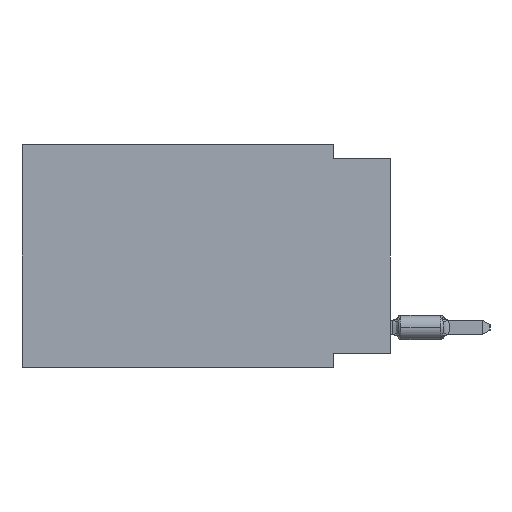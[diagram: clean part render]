
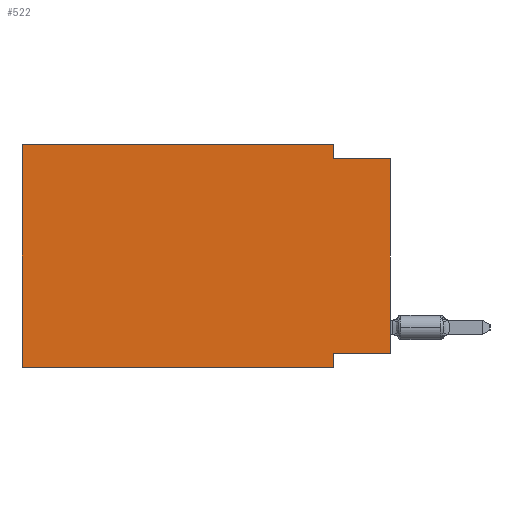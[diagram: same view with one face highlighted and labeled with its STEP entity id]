
A CAD part, left-side view. The second image highlights one B-rep face of the part: STEP entity #522.
In plain terms, the highlighted planar face has unit normal (-1, 0, 0).
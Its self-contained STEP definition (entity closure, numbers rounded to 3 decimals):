
#251 = VERTEX_POINT ( 'NONE', #20443 ) ;
#261 = ORIENTED_EDGE ( 'NONE', *, *, #31419, .F. ) ;
#522 = ADVANCED_FACE ( 'NONE', ( #63001 ), #5760, .F. ) ;
#1939 = VERTEX_POINT ( 'NONE', #65824 ) ;
#4516 = CARTESIAN_POINT ( 'NONE',  ( 0., 16.383, 0. ) ) ;
#4580 = DIRECTION ( 'NONE',  ( 0., 1., 0. ) ) ;
#5760 = PLANE ( 'NONE',  #39087 ) ;
#6426 = CARTESIAN_POINT ( 'NONE',  ( 0., 2.54, 0. ) ) ;
#8127 = VERTEX_POINT ( 'NONE', #57149 ) ;
#8346 = LINE ( 'NONE', #52632, #74812 ) ;
#8498 = CARTESIAN_POINT ( 'NONE',  ( 0., 16.383, 0. ) ) ;
#9028 = ORIENTED_EDGE ( 'NONE', *, *, #55175, .F. ) ;
#9914 = EDGE_LOOP ( 'NONE', ( #74174, #21324, #32253, #29265, #9028, #10100, #261, #80985 ) ) ;
#10100 = ORIENTED_EDGE ( 'NONE', *, *, #48926, .T. ) ;
#11519 = VECTOR ( 'NONE', #20615, 1000. ) ;
#13783 = EDGE_CURVE ( 'NONE', #37385, #37404, #17748, .T. ) ;
#17155 = CARTESIAN_POINT ( 'NONE',  ( 0., 0., -9.271 ) ) ;
#17748 = LINE ( 'NONE', #6426, #24572 ) ;
#18166 = VECTOR ( 'NONE', #4580, 1000. ) ;
#18994 = EDGE_CURVE ( 'NONE', #1939, #251, #30497, .T. ) ;
#20443 = CARTESIAN_POINT ( 'NONE',  ( 0., 2.54, -9.271 ) ) ;
#20615 = DIRECTION ( 'NONE',  ( 0., -1., 0. ) ) ;
#21324 = ORIENTED_EDGE ( 'NONE', *, *, #32271, .F. ) ;
#21457 = LINE ( 'NONE', #8498, #11519 ) ;
#24572 = VECTOR ( 'NONE', #36530, 1000. ) ;
#26968 = VERTEX_POINT ( 'NONE', #31357 ) ;
#27478 = DIRECTION ( 'NONE',  ( 0., -1., 0. ) ) ;
#29265 = ORIENTED_EDGE ( 'NONE', *, *, #42110, .F. ) ;
#30497 = LINE ( 'NONE', #17155, #18166 ) ;
#31357 = CARTESIAN_POINT ( 'NONE',  ( 0., 2.54, -9.906 ) ) ;
#31419 = EDGE_CURVE ( 'NONE', #251, #26968, #8346, .T. ) ;
#32211 = CARTESIAN_POINT ( 'NONE',  ( 0., 0., 0. ) ) ;
#32253 = ORIENTED_EDGE ( 'NONE', *, *, #13783, .F. ) ;
#32271 = EDGE_CURVE ( 'NONE', #37404, #8127, #42483, .T. ) ;
#32732 = CARTESIAN_POINT ( 'NONE',  ( 0., 2.54, -0.635 ) ) ;
#36530 = DIRECTION ( 'NONE',  ( 0., 0., -1. ) ) ;
#36680 = DIRECTION ( 'NONE',  ( 0., 0., -1. ) ) ;
#37385 = VERTEX_POINT ( 'NONE', #45693 ) ;
#37404 = VERTEX_POINT ( 'NONE', #32732 ) ;
#37648 = DIRECTION ( 'NONE',  ( 0., 0., 1. ) ) ;
#39087 = AXIS2_PLACEMENT_3D ( 'NONE', #4516, #82223, #36680 ) ;
#40480 = VERTEX_POINT ( 'NONE', #52890 ) ;
#42110 = EDGE_CURVE ( 'NONE', #40480, #37385, #21457, .T. ) ;
#42483 = LINE ( 'NONE', #78866, #72053 ) ;
#42495 = CARTESIAN_POINT ( 'NONE',  ( 0., 16.383, -9.906 ) ) ;
#45693 = CARTESIAN_POINT ( 'NONE',  ( 0., 2.54, 0. ) ) ;
#48926 = EDGE_CURVE ( 'NONE', #59396, #26968, #72603, .T. ) ;
#49982 = VECTOR ( 'NONE', #52130, 1000. ) ;
#52130 = DIRECTION ( 'NONE',  ( 0., 0., 1. ) ) ;
#52632 = CARTESIAN_POINT ( 'NONE',  ( 0., 2.54, -9.906 ) ) ;
#52890 = CARTESIAN_POINT ( 'NONE',  ( 0., 16.383, 0. ) ) ;
#52966 = LINE ( 'NONE', #65484, #49982 ) ;
#55175 = EDGE_CURVE ( 'NONE', #59396, #40480, #52966, .T. ) ;
#57149 = CARTESIAN_POINT ( 'NONE',  ( 0., 0., -0.635 ) ) ;
#58492 = DIRECTION ( 'NONE',  ( 0., 0., -1. ) ) ;
#58955 = VECTOR ( 'NONE', #27478, 1000. ) ;
#59396 = VERTEX_POINT ( 'NONE', #42495 ) ;
#63001 = FACE_OUTER_BOUND ( 'NONE', #9914, .T. ) ;
#65484 = CARTESIAN_POINT ( 'NONE',  ( 0., 16.383, 0. ) ) ;
#65495 = CARTESIAN_POINT ( 'NONE',  ( 0., 16.383, -9.906 ) ) ;
#65824 = CARTESIAN_POINT ( 'NONE',  ( 0., 0., -9.271 ) ) ;
#67944 = DIRECTION ( 'NONE',  ( 0., -1., 0. ) ) ;
#69405 = LINE ( 'NONE', #32211, #77460 ) ;
#72053 = VECTOR ( 'NONE', #67944, 1000. ) ;
#72603 = LINE ( 'NONE', #65495, #58955 ) ;
#74174 = ORIENTED_EDGE ( 'NONE', *, *, #75484, .T. ) ;
#74812 = VECTOR ( 'NONE', #58492, 1000. ) ;
#75484 = EDGE_CURVE ( 'NONE', #1939, #8127, #69405, .T. ) ;
#77460 = VECTOR ( 'NONE', #37648, 1000. ) ;
#78866 = CARTESIAN_POINT ( 'NONE',  ( 0., 0., -0.635 ) ) ;
#80985 = ORIENTED_EDGE ( 'NONE', *, *, #18994, .F. ) ;
#82223 = DIRECTION ( 'NONE',  ( 1., 0., 0. ) ) ;
